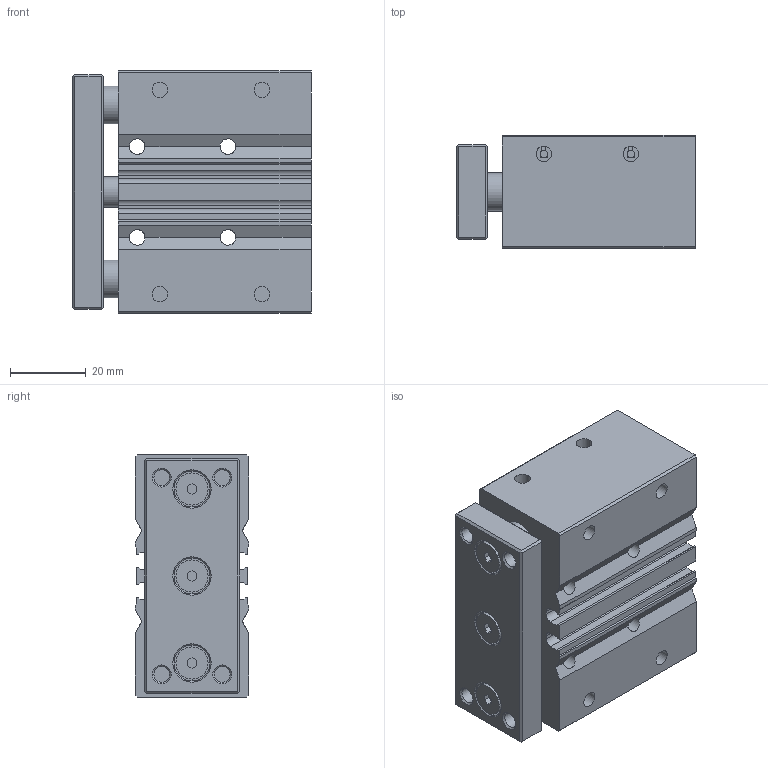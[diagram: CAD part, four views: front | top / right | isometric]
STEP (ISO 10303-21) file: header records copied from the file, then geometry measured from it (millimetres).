
FILE_DESCRIPTION( ( 'STEP AP203' ), '1' );
FILE_NAME( 'MCGB-03-16-20(0).stp', '2020-06-12T13:47:42', ( 'License CC BY-ND 4.0' ), ( 'CADENAS' ), ' ', 'PARTsolutions', ' ' );
FILE_SCHEMA( ( 'CONFIG_CONTROL_DESIGN' ) );
Length unit declared in the file: millimetre
Products named in the file (4): MCGB-03-16-20(0); _MCGB-03-16-20(0)_dummy; _MCGB-03-16-20(0)_body; _MCGB-03-16-20_rod
Assembly tree (3 placements, depth 2):
  MCGB-03-16-20(0)
    _MCGB-03-16-20(0)_dummy
    _MCGB-03-16-20(0)_body
    _MCGB-03-16-20_rod
Bounding box: 63 x 30 x 64 mm (x, y, z)
Volume: 99967.5 mm3; surface area: 32550.3 mm2
Topology: 2 solids, 2 shells, 225 faces, 571 edges, 377 vertices
Faces by surface type: plane 150, cylinder 65, cone 10
Full cylindrical faces by diameter (mm): 0.6 x2, 2 x2, 4.134 x20, 4.3 x4, 8 x6, 8.5 x3, 9.5 x3, 10 x4, 11 x2, 18 x1
Entity records: 6651 total; most frequent: CARTESIAN_POINT 1208, DIRECTION 1114, ORIENTED_EDGE 998, EDGE_CURVE 499, AXIS2_PLACEMENT_3D 392, VERTEX_POINT 361, EDGE_LOOP 332, LINE 330
